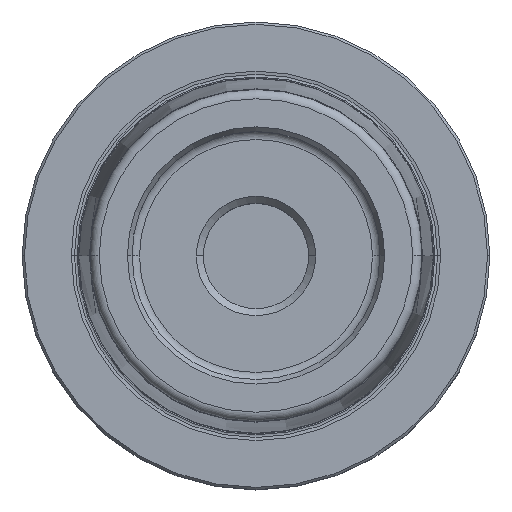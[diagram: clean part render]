
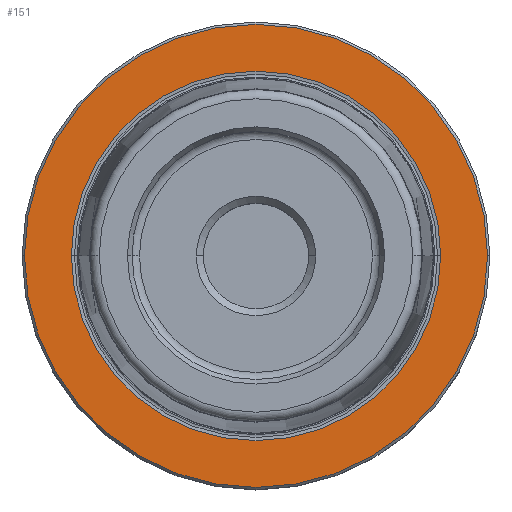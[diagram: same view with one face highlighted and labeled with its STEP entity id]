
A CAD part, top view. The second image highlights one B-rep face of the part: STEP entity #151.
In plain terms, the highlighted planar face has unit normal (0, 0, 1).
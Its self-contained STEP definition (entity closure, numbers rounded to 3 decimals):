
#28=PLANE('',#1615);
#39=FACE_BOUND('',#378,.T.);
#40=FACE_BOUND('',#379,.T.);
#151=ADVANCED_FACE('',(#39,#40),#28,.T.);
#378=EDGE_LOOP('',(#554,#555));
#379=EDGE_LOOP('',(#556,#557));
#554=ORIENTED_EDGE('',*,*,#1026,.T.);
#555=ORIENTED_EDGE('',*,*,#1027,.T.);
#556=ORIENTED_EDGE('',*,*,#1028,.F.);
#557=ORIENTED_EDGE('',*,*,#1029,.F.);
#894=VERTEX_POINT('',#2862);
#895=VERTEX_POINT('',#2863);
#896=VERTEX_POINT('',#2866);
#897=VERTEX_POINT('',#2867);
#1026=EDGE_CURVE('',#894,#895,#1225,.T.);
#1027=EDGE_CURVE('',#895,#894,#1226,.T.);
#1028=EDGE_CURVE('',#896,#897,#1227,.T.);
#1029=EDGE_CURVE('',#897,#896,#1228,.T.);
#1225=CIRCLE('',#1611,49.5);
#1226=CIRCLE('',#1612,49.5);
#1227=CIRCLE('',#1613,39.482);
#1228=CIRCLE('',#1614,39.482);
#1611=AXIS2_PLACEMENT_3D('',#2861,#1955,#1956);
#1612=AXIS2_PLACEMENT_3D('',#2864,#1957,#1958);
#1613=AXIS2_PLACEMENT_3D('',#2865,#1959,#1960);
#1614=AXIS2_PLACEMENT_3D('',#2868,#1961,#1962);
#1615=AXIS2_PLACEMENT_3D('',#2869,#1963,#1964);
#1955=DIRECTION('',(0.,0.,1.));
#1956=DIRECTION('',(-1.,0.,0.));
#1957=DIRECTION('',(0.,0.,1.));
#1958=DIRECTION('',(1.,0.,0.));
#1959=DIRECTION('',(0.,0.,1.));
#1960=DIRECTION('',(-1.,0.,0.));
#1961=DIRECTION('',(0.,0.,1.));
#1962=DIRECTION('',(1.,0.,0.));
#1963=DIRECTION('',(0.,0.,1.));
#1964=DIRECTION('',(-1.,0.,0.));
#2861=CARTESIAN_POINT('',(0.,0.,0.));
#2862=CARTESIAN_POINT('',(-49.5,0.,0.));
#2863=CARTESIAN_POINT('',(49.5,0.,0.));
#2864=CARTESIAN_POINT('',(0.,0.,0.));
#2865=CARTESIAN_POINT('',(0.,0.,0.));
#2866=CARTESIAN_POINT('',(-39.482,0.,0.));
#2867=CARTESIAN_POINT('',(39.482,0.,0.));
#2868=CARTESIAN_POINT('',(0.,0.,0.));
#2869=CARTESIAN_POINT('',(0.,0.,0.));
